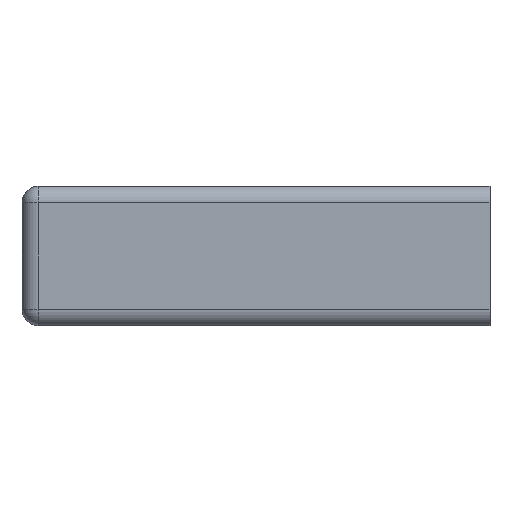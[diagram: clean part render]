
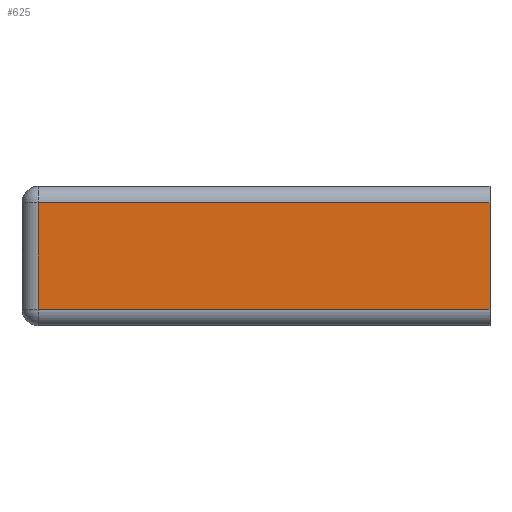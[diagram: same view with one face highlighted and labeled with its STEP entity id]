
A CAD part, left-side view. The second image highlights one B-rep face of the part: STEP entity #625.
In plain terms, the highlighted planar face has unit normal (-1, 0, 0).
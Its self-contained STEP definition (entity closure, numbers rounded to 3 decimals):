
#23=PLANE('',#727);
#89=FACE_OUTER_BOUND('',#130,.T.);
#130=EDGE_LOOP('',(#564,#565,#566,#567));
#173=LINE('',#1103,#219);
#175=LINE('',#1109,#221);
#176=LINE('',#1113,#222);
#179=LINE('',#1119,#225);
#219=VECTOR('',#915,10.);
#221=VECTOR('',#921,10.);
#222=VECTOR('',#926,10.);
#225=VECTOR('',#935,10.);
#313=VERTEX_POINT('',#1086);
#315=VERTEX_POINT('',#1092);
#318=VERTEX_POINT('',#1105);
#320=VERTEX_POINT('',#1111);
#399=EDGE_CURVE('',#313,#315,#173,.T.);
#402=EDGE_CURVE('',#315,#318,#175,.T.);
#404=EDGE_CURVE('',#320,#313,#176,.T.);
#407=EDGE_CURVE('',#320,#318,#179,.T.);
#564=ORIENTED_EDGE('',*,*,#402,.F.);
#565=ORIENTED_EDGE('',*,*,#399,.F.);
#566=ORIENTED_EDGE('',*,*,#404,.F.);
#567=ORIENTED_EDGE('',*,*,#407,.T.);
#625=ADVANCED_FACE('',(#89),#23,.T.);
#727=AXIS2_PLACEMENT_3D('',#1118,#933,#934);
#915=DIRECTION('',(0.,0.,1.));
#921=DIRECTION('',(0.,-1.,0.));
#926=DIRECTION('',(0.,1.,0.));
#933=DIRECTION('center_axis',(-1.,0.,0.));
#934=DIRECTION('ref_axis',(0.,0.,1.));
#935=DIRECTION('',(0.,0.,1.));
#1086=CARTESIAN_POINT('',(0.,27.5,1.));
#1092=CARTESIAN_POINT('',(0.,27.5,7.5));
#1103=CARTESIAN_POINT('',(0.,27.5,0.));
#1105=CARTESIAN_POINT('',(0.,0.,7.5));
#1109=CARTESIAN_POINT('',(0.,11.144,7.5));
#1111=CARTESIAN_POINT('',(0.,0.,1.));
#1113=CARTESIAN_POINT('',(0.,11.144,1.));
#1118=CARTESIAN_POINT('Origin',(0.,0.,0.));
#1119=CARTESIAN_POINT('',(0.,0.,0.));
